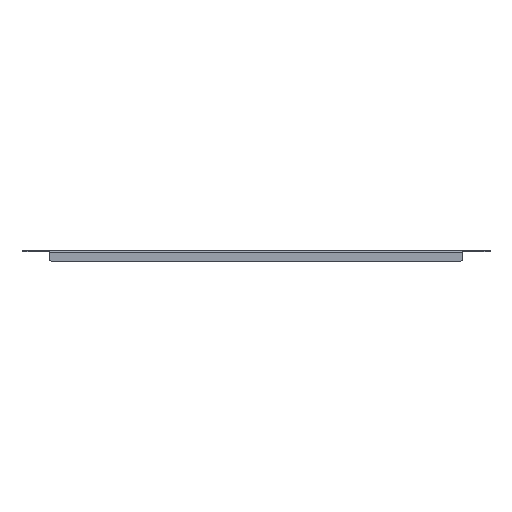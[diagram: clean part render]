
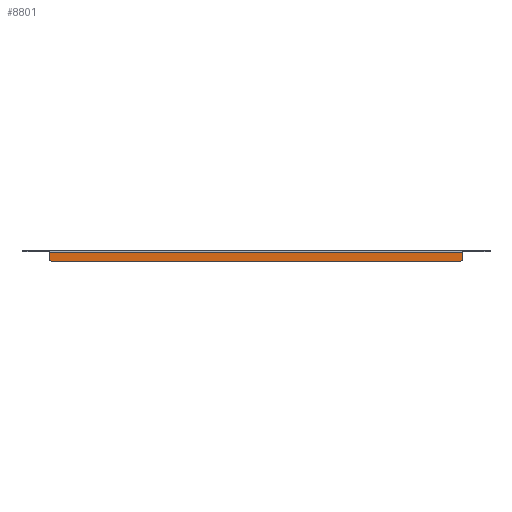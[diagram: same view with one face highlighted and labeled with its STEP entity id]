
A CAD part, front view. The second image highlights one B-rep face of the part: STEP entity #8801.
In plain terms, the highlighted planar face has unit normal (0, -1, 0).
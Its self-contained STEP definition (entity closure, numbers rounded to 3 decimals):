
#135 = FACE_OUTER_BOUND ( 'NONE', #7595, .T. ) ;
#297 = ORIENTED_EDGE ( 'NONE', *, *, #7776, .F. ) ;
#634 = DIRECTION ( 'NONE',  ( 0., 1., 0. ) ) ;
#1502 = VECTOR ( 'NONE', #2877, 1000. ) ;
#1539 = LINE ( 'NONE', #10502, #1502 ) ;
#1612 = AXIS2_PLACEMENT_3D ( 'NONE', #10101, #634, #4102 ) ;
#1774 = CARTESIAN_POINT ( 'NONE',  ( 210.25, -44.025, -10. ) ) ;
#1865 = DIRECTION ( 'NONE',  ( -1., 0., 0. ) ) ;
#2390 = DIRECTION ( 'NONE',  ( 0., 0., -1. ) ) ;
#2421 = EDGE_CURVE ( 'NONE', #17584, #14379, #14639, .T. ) ;
#2590 = DIRECTION ( 'NONE',  ( 0., 1., 0. ) ) ;
#2877 = DIRECTION ( 'NONE',  ( 0., 0., 1. ) ) ;
#3073 = ORIENTED_EDGE ( 'NONE', *, *, #2421, .F. ) ;
#4102 = DIRECTION ( 'NONE',  ( 0., 0., -1. ) ) ;
#4290 = VECTOR ( 'NONE', #1865, 1000. ) ;
#4358 = DIRECTION ( 'NONE',  ( 1., 0., 0. ) ) ;
#4530 = CARTESIAN_POINT ( 'NONE',  ( -210.25, -44.025, -10. ) ) ;
#6505 = CIRCLE ( 'NONE', #1612, 3. ) ;
#7303 = VERTEX_POINT ( 'NONE', #17524 ) ;
#7595 = EDGE_LOOP ( 'NONE', ( #10458, #18581, #297, #3073, #12174, #11645 ) ) ;
#7729 = DIRECTION ( 'NONE',  ( 0., 0., -1. ) ) ;
#7776 = EDGE_CURVE ( 'NONE', #14379, #15533, #15361, .T. ) ;
#8303 = CARTESIAN_POINT ( 'NONE',  ( 213.25, -44.025, -7. ) ) ;
#8501 = EDGE_CURVE ( 'NONE', #15533, #11240, #12914, .T. ) ;
#8801 = ADVANCED_FACE ( 'NONE', ( #135 ), #14191, .T. ) ;
#8998 = EDGE_CURVE ( 'NONE', #15827, #7303, #6505, .T. ) ;
#9706 = DIRECTION ( 'NONE',  ( 0., -1., 0. ) ) ;
#10101 = CARTESIAN_POINT ( 'NONE',  ( -210.25, -44.025, -7. ) ) ;
#10451 = CARTESIAN_POINT ( 'NONE',  ( 213.25, -44.025, -0.5 ) ) ;
#10458 = ORIENTED_EDGE ( 'NONE', *, *, #20145, .F. ) ;
#10502 = CARTESIAN_POINT ( 'NONE',  ( -213.25, -44.025, -5.25 ) ) ;
#11240 = VERTEX_POINT ( 'NONE', #1774 ) ;
#11645 = ORIENTED_EDGE ( 'NONE', *, *, #8998, .F. ) ;
#12174 = ORIENTED_EDGE ( 'NONE', *, *, #17493, .F. ) ;
#12914 = CIRCLE ( 'NONE', #13233, 3. ) ;
#12951 = LINE ( 'NONE', #19173, #4290 ) ;
#13233 = AXIS2_PLACEMENT_3D ( 'NONE', #14710, #2590, #2390 ) ;
#13549 = VECTOR ( 'NONE', #7729, 1000. ) ;
#14139 = CARTESIAN_POINT ( 'NONE',  ( 213.25, -44.025, -5.25 ) ) ;
#14191 = PLANE ( 'NONE',  #15885 ) ;
#14379 = VERTEX_POINT ( 'NONE', #18236 ) ;
#14639 = LINE ( 'NONE', #10451, #18896 ) ;
#14710 = CARTESIAN_POINT ( 'NONE',  ( 210.25, -44.025, -7. ) ) ;
#15361 = LINE ( 'NONE', #14139, #13549 ) ;
#15533 = VERTEX_POINT ( 'NONE', #8303 ) ;
#15692 = CARTESIAN_POINT ( 'NONE',  ( -213.25, -44.025, -0.5 ) ) ;
#15827 = VERTEX_POINT ( 'NONE', #4530 ) ;
#15885 = AXIS2_PLACEMENT_3D ( 'NONE', #17448, #9706, #16015 ) ;
#16015 = DIRECTION ( 'NONE',  ( 0., 0., -1. ) ) ;
#17448 = CARTESIAN_POINT ( 'NONE',  ( -241.25, -44.025, 1. ) ) ;
#17493 = EDGE_CURVE ( 'NONE', #7303, #17584, #1539, .T. ) ;
#17524 = CARTESIAN_POINT ( 'NONE',  ( -213.25, -44.025, -7. ) ) ;
#17584 = VERTEX_POINT ( 'NONE', #15692 ) ;
#18236 = CARTESIAN_POINT ( 'NONE',  ( 213.25, -44.025, -0.5 ) ) ;
#18581 = ORIENTED_EDGE ( 'NONE', *, *, #8501, .F. ) ;
#18896 = VECTOR ( 'NONE', #4358, 1000. ) ;
#19173 = CARTESIAN_POINT ( 'NONE',  ( 0., -44.025, -10. ) ) ;
#20145 = EDGE_CURVE ( 'NONE', #11240, #15827, #12951, .T. ) ;
